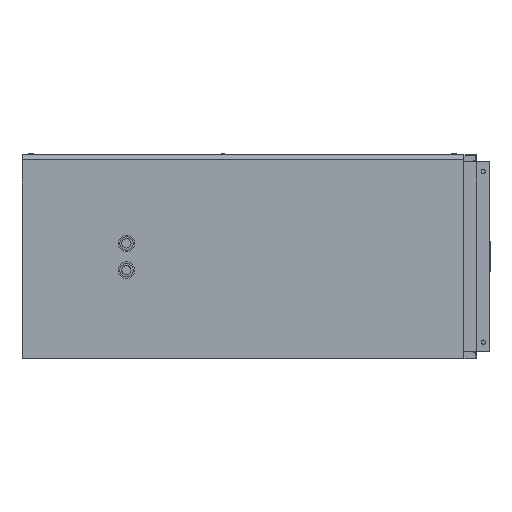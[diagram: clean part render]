
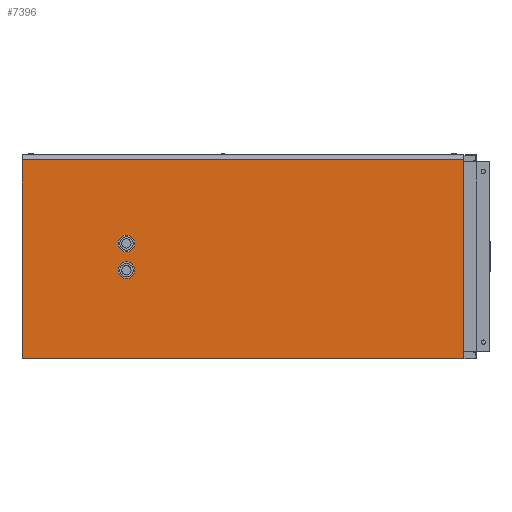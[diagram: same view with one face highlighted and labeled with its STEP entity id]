
A CAD part, left-side view. The second image highlights one B-rep face of the part: STEP entity #7396.
In plain terms, the highlighted planar face has unit normal (-1, 0, 0).
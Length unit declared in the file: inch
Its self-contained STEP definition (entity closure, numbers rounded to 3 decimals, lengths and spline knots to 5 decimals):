
#61 = DIRECTION ( 'NONE',  ( 0., 0., -1. ) ) ;
#147 = DIRECTION ( 'NONE',  ( 1., 0., 0. ) ) ;
#168 = EDGE_CURVE ( 'NONE', #3186, #6401, #821, .T. ) ;
#396 = DIRECTION ( 'NONE',  ( 0., -1., 0. ) ) ;
#439 = CARTESIAN_POINT ( 'NONE',  ( -25.5, 66., 14.5 ) ) ;
#497 = ORIENTED_EDGE ( 'NONE', *, *, #6284, .F. ) ;
#770 = ORIENTED_EDGE ( 'NONE', *, *, #168, .T. ) ;
#787 = ORIENTED_EDGE ( 'NONE', *, *, #2179, .T. ) ;
#821 = LINE ( 'NONE', #8126, #7321 ) ;
#858 = EDGE_CURVE ( 'NONE', #9127, #1418, #1262, .T. ) ;
#1155 = VECTOR ( 'NONE', #3315, 39.37008 ) ;
#1262 = CIRCLE ( 'NONE', #9150, 1.25 ) ;
#1418 = VERTEX_POINT ( 'NONE', #4463 ) ;
#1506 = EDGE_CURVE ( 'NONE', #5494, #8690, #5268, .T. ) ;
#1537 = EDGE_CURVE ( 'NONE', #6966, #9028, #7514, .T. ) ;
#1782 = DIRECTION ( 'NONE',  ( 1., 0., 0. ) ) ;
#1939 = FACE_BOUND ( 'NONE', #2379, .T. ) ;
#1952 = EDGE_LOOP ( 'NONE', ( #6892, #787 ) ) ;
#2017 = CIRCLE ( 'NONE', #3031, 1.25 ) ;
#2035 = DIRECTION ( 'NONE',  ( 0., 0., -1. ) ) ;
#2141 = VECTOR ( 'NONE', #6130, 39.37008 ) ;
#2179 = EDGE_CURVE ( 'NONE', #1418, #9127, #8848, .T. ) ;
#2379 = EDGE_LOOP ( 'NONE', ( #2647, #5086 ) ) ;
#2501 = EDGE_CURVE ( 'NONE', #8690, #5494, #2017, .T. ) ;
#2532 = DIRECTION ( 'NONE',  ( 0., 0., -1. ) ) ;
#2581 = DIRECTION ( 'NONE',  ( 0., -1., 0. ) ) ;
#2647 = ORIENTED_EDGE ( 'NONE', *, *, #1506, .T. ) ;
#2942 = CARTESIAN_POINT ( 'NONE',  ( -25.5, 66., 14.5 ) ) ;
#3031 = AXIS2_PLACEMENT_3D ( 'NONE', #3242, #8338, #6134 ) ;
#3186 = VERTEX_POINT ( 'NONE', #7915 ) ;
#3242 = CARTESIAN_POINT ( 'NONE',  ( -25.5, 50.375, 2. ) ) ;
#3315 = DIRECTION ( 'NONE',  ( 0., 0., 1. ) ) ;
#3357 = CARTESIAN_POINT ( 'NONE',  ( -25.5, 50.375, 3.25 ) ) ;
#3794 = DIRECTION ( 'NONE',  ( 0., 0., -1. ) ) ;
#3964 = LINE ( 'NONE', #439, #1155 ) ;
#4173 = ORIENTED_EDGE ( 'NONE', *, *, #8751, .T. ) ;
#4449 = CARTESIAN_POINT ( 'NONE',  ( -25.5, 66., 14.5 ) ) ;
#4463 = CARTESIAN_POINT ( 'NONE',  ( -25.5, 50.375, -3.25 ) ) ;
#4500 = PLANE ( 'NONE',  #5214 ) ;
#4532 = AXIS2_PLACEMENT_3D ( 'NONE', #5413, #1782, #2532 ) ;
#4634 = CARTESIAN_POINT ( 'NONE',  ( -25.5, 50.375, 0.75 ) ) ;
#4663 = CARTESIAN_POINT ( 'NONE',  ( -25.5, 50.375, -2. ) ) ;
#5057 = CARTESIAN_POINT ( 'NONE',  ( -25.5, 0., 14.5 ) ) ;
#5086 = ORIENTED_EDGE ( 'NONE', *, *, #2501, .T. ) ;
#5214 = AXIS2_PLACEMENT_3D ( 'NONE', #4449, #147, #3794 ) ;
#5268 = CIRCLE ( 'NONE', #4532, 1.25 ) ;
#5413 = CARTESIAN_POINT ( 'NONE',  ( -25.5, 50.375, 2. ) ) ;
#5444 = CARTESIAN_POINT ( 'NONE',  ( -25.5, 66., 14.5 ) ) ;
#5494 = VERTEX_POINT ( 'NONE', #3357 ) ;
#5596 = VECTOR ( 'NONE', #396, 39.37008 ) ;
#6091 = DIRECTION ( 'NONE',  ( 1., 0., 0. ) ) ;
#6130 = DIRECTION ( 'NONE',  ( 0., 0., 1. ) ) ;
#6134 = DIRECTION ( 'NONE',  ( 0., 0., -1. ) ) ;
#6284 = EDGE_CURVE ( 'NONE', #3186, #6966, #3964, .T. ) ;
#6292 = ORIENTED_EDGE ( 'NONE', *, *, #1537, .F. ) ;
#6401 = VERTEX_POINT ( 'NONE', #7740 ) ;
#6599 = AXIS2_PLACEMENT_3D ( 'NONE', #7166, #7769, #61 ) ;
#6610 = LINE ( 'NONE', #7459, #2141 ) ;
#6892 = ORIENTED_EDGE ( 'NONE', *, *, #858, .T. ) ;
#6966 = VERTEX_POINT ( 'NONE', #2942 ) ;
#7166 = CARTESIAN_POINT ( 'NONE',  ( -25.5, 50.375, -2. ) ) ;
#7321 = VECTOR ( 'NONE', #2581, 39.37008 ) ;
#7378 = CARTESIAN_POINT ( 'NONE',  ( -25.5, 50.375, -0.75 ) ) ;
#7396 = ADVANCED_FACE ( 'NONE', ( #9210, #1939, #7753 ), #4500, .F. ) ;
#7459 = CARTESIAN_POINT ( 'NONE',  ( -25.5, 0., 14.5 ) ) ;
#7514 = LINE ( 'NONE', #5444, #5596 ) ;
#7659 = EDGE_LOOP ( 'NONE', ( #4173, #6292, #497, #770 ) ) ;
#7740 = CARTESIAN_POINT ( 'NONE',  ( -25.5, 0., -15.25 ) ) ;
#7753 = FACE_OUTER_BOUND ( 'NONE', #7659, .T. ) ;
#7769 = DIRECTION ( 'NONE',  ( 1., 0., 0. ) ) ;
#7915 = CARTESIAN_POINT ( 'NONE',  ( -25.5, 66., -15.25 ) ) ;
#8126 = CARTESIAN_POINT ( 'NONE',  ( -25.5, 66., -15.25 ) ) ;
#8338 = DIRECTION ( 'NONE',  ( 1., 0., 0. ) ) ;
#8690 = VERTEX_POINT ( 'NONE', #4634 ) ;
#8751 = EDGE_CURVE ( 'NONE', #6401, #9028, #6610, .T. ) ;
#8848 = CIRCLE ( 'NONE', #6599, 1.25 ) ;
#9028 = VERTEX_POINT ( 'NONE', #5057 ) ;
#9127 = VERTEX_POINT ( 'NONE', #7378 ) ;
#9150 = AXIS2_PLACEMENT_3D ( 'NONE', #4663, #6091, #2035 ) ;
#9210 = FACE_BOUND ( 'NONE', #1952, .T. ) ;
